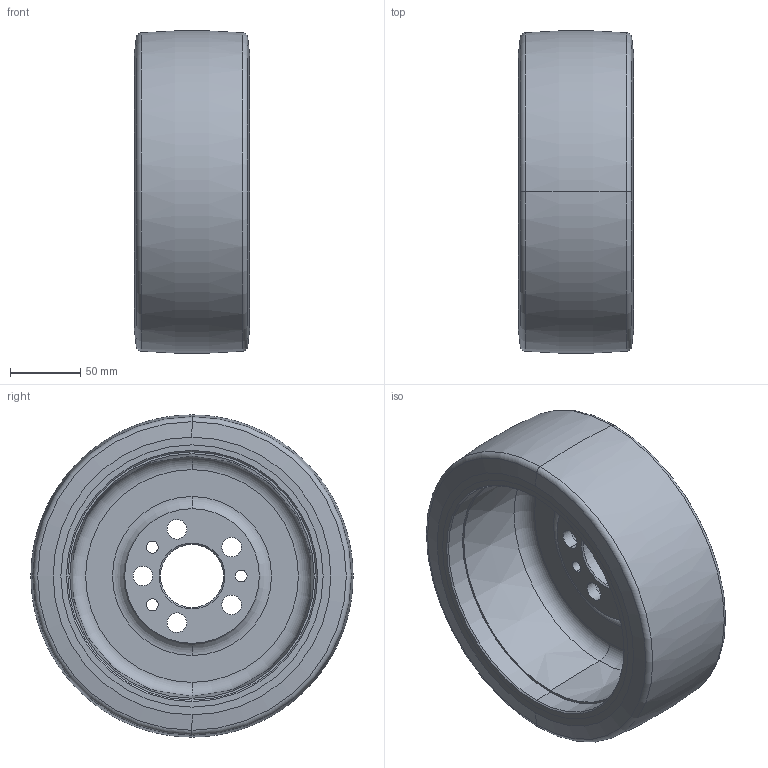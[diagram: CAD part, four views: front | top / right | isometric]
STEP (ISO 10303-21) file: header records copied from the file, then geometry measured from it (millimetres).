
FILE_DESCRIPTION (( 'STEP AP203' ), '1' );
FILE_NAME ('12036109336100.STEP', '2025-09-30T08:13:10', ( '20241006' ), ( '' ), 'SwSTEP 2.0', 'SolidWorks 2021', '' );
FILE_SCHEMA (( 'CONFIG_CONTROL_DESIGN' ));
Length unit declared in the file: millimetre
Products named in the file (1): 12036109336100
Bounding box: 82 x 229.66 x 229.66 mm (x, y, z)
Volume: 1593146.3 mm3; surface area: 173513 mm2
Topology: 1 solids, 1 shells, 59 faces, 134 edges, 82 vertices
Faces by surface type: cone 22, cylinder 20, torus 10, plane 7
Entity records: 1797 total; most frequent: DIRECTION 346, CARTESIAN_POINT 276, ORIENTED_EDGE 268, AXIS2_PLACEMENT_3D 152, EDGE_CURVE 134, CIRCLE 92, VERTEX_POINT 82, EDGE_LOOP 82
